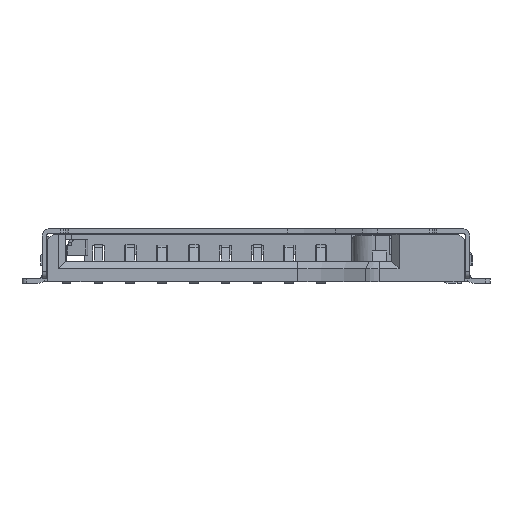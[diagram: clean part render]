
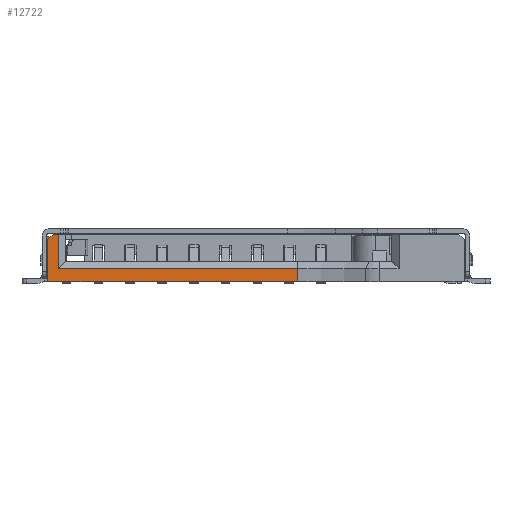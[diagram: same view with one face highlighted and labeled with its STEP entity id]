
A CAD part, front view. The second image highlights one B-rep face of the part: STEP entity #12722.
In plain terms, the highlighted planar face has unit normal (0, -1, 0).
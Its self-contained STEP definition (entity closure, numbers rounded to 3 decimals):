
#486 = ORIENTED_EDGE ( 'NONE', *, *, #28061, .T. ) ;
#1132 = VECTOR ( 'NONE', #37632, 1000. ) ;
#1714 = LINE ( 'NONE', #10681, #1132 ) ;
#2042 = ORIENTED_EDGE ( 'NONE', *, *, #36881, .F. ) ;
#2320 = CARTESIAN_POINT ( 'NONE',  ( -5.372, -6.68, -0.365 ) ) ;
#3903 = EDGE_LOOP ( 'NONE', ( #8770, #40053, #42020, #12511, #486, #4073, #2042 ) ) ;
#4073 = ORIENTED_EDGE ( 'NONE', *, *, #25387, .T. ) ;
#4864 = CARTESIAN_POINT ( 'NONE',  ( 3.276, -6.68, -0.185 ) ) ;
#5026 = DIRECTION ( 'NONE',  ( 1., 0., 0. ) ) ;
#5215 = DIRECTION ( 'NONE',  ( 0., 0., 1. ) ) ;
#6832 = DIRECTION ( 'NONE',  ( 0., 1., 0. ) ) ;
#7573 = CARTESIAN_POINT ( 'NONE',  ( 6.088, -6.68, -0.185 ) ) ;
#8770 = ORIENTED_EDGE ( 'NONE', *, *, #23680, .F. ) ;
#8893 = VERTEX_POINT ( 'NONE', #19396 ) ;
#9140 = VERTEX_POINT ( 'NONE', #2320 ) ;
#9152 = LINE ( 'NONE', #47910, #19431 ) ;
#10681 = CARTESIAN_POINT ( 'NONE',  ( -5.012, -6.68, -0.185 ) ) ;
#11626 = CARTESIAN_POINT ( 'NONE',  ( -5.012, -6.68, -1.385 ) ) ;
#12511 = ORIENTED_EDGE ( 'NONE', *, *, #42071, .F. ) ;
#12722 = ADVANCED_FACE ( 'NONE', ( #22869 ), #30711, .F. ) ;
#14580 = CARTESIAN_POINT ( 'NONE',  ( 3.276, -6.68, -1.835 ) ) ;
#15385 = CARTESIAN_POINT ( 'NONE',  ( 3.276, -6.68, -1.385 ) ) ;
#15499 = CARTESIAN_POINT ( 'NONE',  ( -5.012, -6.68, -0.185 ) ) ;
#15809 = VERTEX_POINT ( 'NONE', #20439 ) ;
#17410 = CARTESIAN_POINT ( 'NONE',  ( -5.192, -6.68, -0.185 ) ) ;
#18225 = LINE ( 'NONE', #32537, #34644 ) ;
#18972 = CARTESIAN_POINT ( 'NONE',  ( -5.372, -6.68, -0.185 ) ) ;
#19396 = CARTESIAN_POINT ( 'NONE',  ( -5.192, -6.68, -0.185 ) ) ;
#19431 = VECTOR ( 'NONE', #5026, 1000. ) ;
#20302 = DIRECTION ( 'NONE',  ( 1., 0., 0. ) ) ;
#20439 = CARTESIAN_POINT ( 'NONE',  ( -5.372, -6.68, -1.835 ) ) ;
#20658 = VECTOR ( 'NONE', #48642, 1000. ) ;
#22092 = VERTEX_POINT ( 'NONE', #15385 ) ;
#22788 = VERTEX_POINT ( 'NONE', #11626 ) ;
#22869 = FACE_OUTER_BOUND ( 'NONE', #3903, .T. ) ;
#23680 = EDGE_CURVE ( 'NONE', #25899, #22788, #1714, .T. ) ;
#24500 = CARTESIAN_POINT ( 'NONE',  ( -5.372, -6.68, -0.185 ) ) ;
#25387 = EDGE_CURVE ( 'NONE', #27840, #22092, #44575, .T. ) ;
#25899 = VERTEX_POINT ( 'NONE', #15499 ) ;
#27840 = VERTEX_POINT ( 'NONE', #14580 ) ;
#28061 = EDGE_CURVE ( 'NONE', #15809, #27840, #18225, .T. ) ;
#28171 = EDGE_CURVE ( 'NONE', #9140, #8893, #42546, .T. ) ;
#30711 = PLANE ( 'NONE',  #41873 ) ;
#31285 = DIRECTION ( 'NONE',  ( 1., 0., 0. ) ) ;
#32537 = CARTESIAN_POINT ( 'NONE',  ( -5.372, -6.68, -1.835 ) ) ;
#34257 = VECTOR ( 'NONE', #47924, 1000. ) ;
#34431 = VECTOR ( 'NONE', #5215, 1000. ) ;
#34644 = VECTOR ( 'NONE', #20302, 1000. ) ;
#36881 = EDGE_CURVE ( 'NONE', #22788, #22092, #9152, .T. ) ;
#37298 = VECTOR ( 'NONE', #31285, 1000. ) ;
#37632 = DIRECTION ( 'NONE',  ( 0., 0., -1. ) ) ;
#39759 = LINE ( 'NONE', #7573, #37298 ) ;
#40053 = ORIENTED_EDGE ( 'NONE', *, *, #49470, .F. ) ;
#41873 = AXIS2_PLACEMENT_3D ( 'NONE', #18972, #6832, #45669 ) ;
#42020 = ORIENTED_EDGE ( 'NONE', *, *, #28171, .F. ) ;
#42071 = EDGE_CURVE ( 'NONE', #15809, #9140, #45990, .T. ) ;
#42546 = LINE ( 'NONE', #17410, #20658 ) ;
#44575 = LINE ( 'NONE', #4864, #34257 ) ;
#45669 = DIRECTION ( 'NONE',  ( 0., 0., 1. ) ) ;
#45990 = LINE ( 'NONE', #24500, #34431 ) ;
#47910 = CARTESIAN_POINT ( 'NONE',  ( -5.372, -6.68, -1.385 ) ) ;
#47924 = DIRECTION ( 'NONE',  ( 0., 0., 1. ) ) ;
#48642 = DIRECTION ( 'NONE',  ( 0.707, 0., 0.707 ) ) ;
#49470 = EDGE_CURVE ( 'NONE', #8893, #25899, #39759, .T. ) ;
